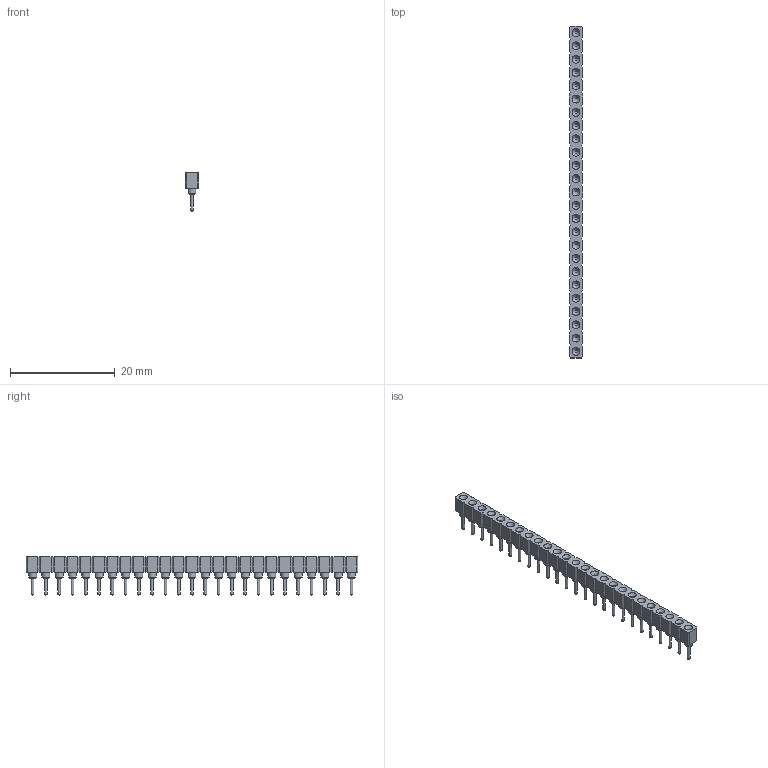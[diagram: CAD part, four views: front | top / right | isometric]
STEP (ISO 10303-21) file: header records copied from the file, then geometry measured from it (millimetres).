
FILE_DESCRIPTION(/* description */ ('model of MachinePinSocket_1x25_P2.54mm'),/* implementation_level */ '2;1');
FILE_NAME(/* name */ 'MachinePinSocket_1x25_P2.54mm.step',/* time_stamp */ '1970-01-01T00:00:00',/* author */ ('KiCAD','kicad'),/* organization */ ('OCCT'),/* preprocessor_version */ '',/* originating_system */ 'KiCAD',/* authorisation */ '');
FILE_SCHEMA(('AUTOMOTIVE_DESIGN { 1 0 10303 214 1 1 1 1 }'));
Length unit declared in the file: millimetre
Products named in the file (1): MachinePinSocket_1x25_P2.54mm
Bounding box: 2.54 x 63.5 x 7.43 mm (x, y, z)
Volume: 506.5 mm3; surface area: 1157.9 mm2
Topology: 1 solids, 1 shells, 354 faces, 856 edges, 554 vertices
Faces by surface type: plane 204, cylinder 75, cone 50, sphere 25
Full cylindrical faces by diameter (mm): 0.51 x50, 1.524 x25
Entity records: 6846 total; most frequent: ORIENTED_EDGE 1460, EDGE_CURVE 831, CARTESIAN_POINT 771, LINE 581, VERTEX_POINT 554, AXIS2_PLACEMENT_3D 442, FACE_BOUND 429, EDGE_LOOP 429
